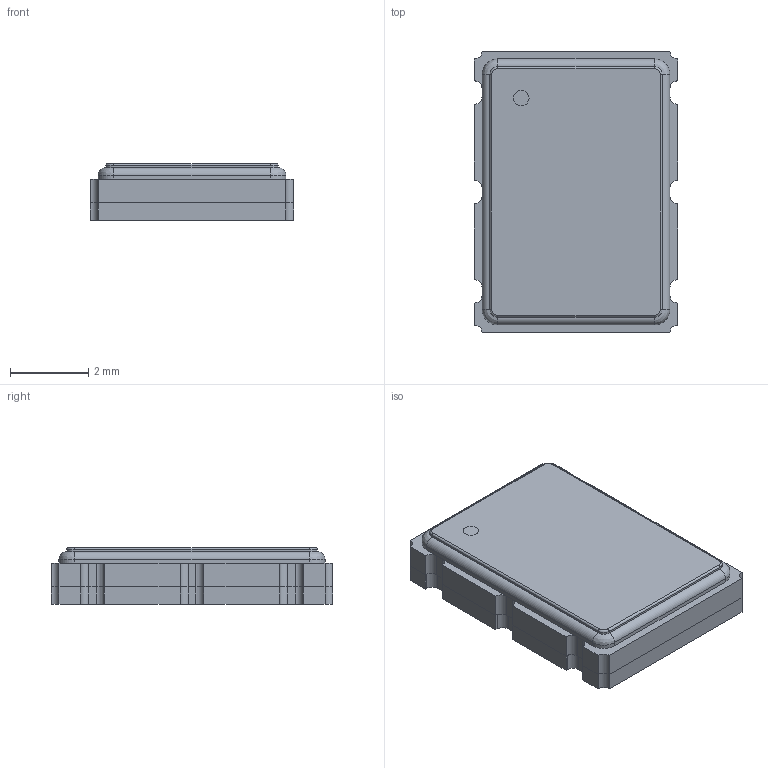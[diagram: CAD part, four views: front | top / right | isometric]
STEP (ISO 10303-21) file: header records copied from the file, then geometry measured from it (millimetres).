
FILE_DESCRIPTION(/* description */ (''),/* implementation_level */ '2;1');
FILE_NAME(/* name */ 'OSC_IDT_XLH7.stp',/* time_stamp */ '2017-08-14T13:02:25+02:00',/* author */ ('jchouvet'),/* organization */ (''),/* preprocessor_version */ 'ST-DEVELOPER v16.1',/* originating_system */ 'AutoCAD Mechanical',/* authorisation */ '');
FILE_SCHEMA (('AUTOMOTIVE_DESIGN { 1 0 10303 214 3 1 1 }'));
Length unit declared in the file: millimetre
Products named in the file (1): Product
Bounding box: 5.2 x 7.2 x 1.45 mm (x, y, z)
Volume: 50.8 mm3; surface area: 326.8 mm2
Topology: 11 solids, 11 shells, 193 faces, 494 edges, 324 vertices
Faces by surface type: plane 135, cylinder 50, bspline 4, torus 4
Full cylindrical faces by diameter (mm): 0.4 x2
Entity records: 5850 total; most frequent: CARTESIAN_POINT 1042, ORIENTED_EDGE 984, DIRECTION 980, EDGE_CURVE 492, LINE 384, VECTOR 384, VERTEX_POINT 324, AXIS2_PLACEMENT_3D 298
